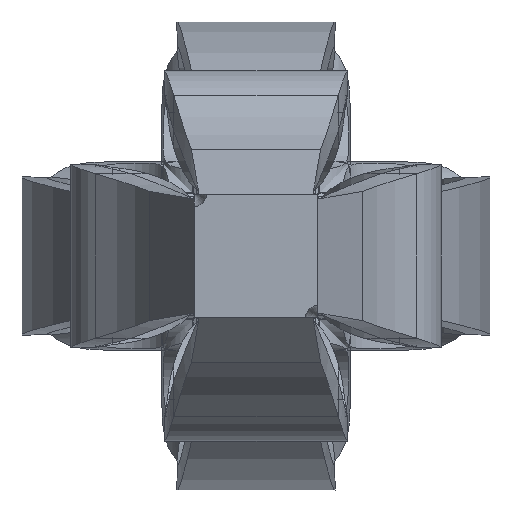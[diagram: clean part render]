
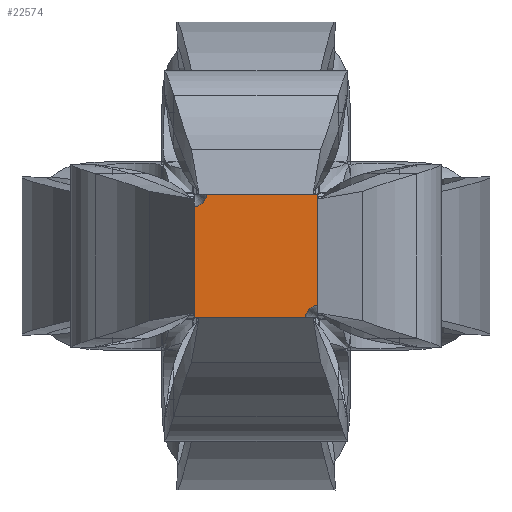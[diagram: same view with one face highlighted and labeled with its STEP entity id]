
A CAD part, front view. The second image highlights one B-rep face of the part: STEP entity #22574.
In plain terms, the highlighted planar face has unit normal (0, -1, 0).
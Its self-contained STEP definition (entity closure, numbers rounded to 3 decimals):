
#53 = DIRECTION ( 'NONE',  ( 0., -1., 0. ) ) ;
#442 = DIRECTION ( 'NONE',  ( -1., 0., 0. ) ) ;
#884 = VERTEX_POINT ( 'NONE', #18376 ) ;
#2263 = LINE ( 'NONE', #7041, #11646 ) ;
#2498 = CARTESIAN_POINT ( 'NONE',  ( -12.5, -600., -12.5 ) ) ;
#3194 = DIRECTION ( 'NONE',  ( 0., 0., 1. ) ) ;
#3371 = EDGE_CURVE ( 'NONE', #884, #12225, #2263, .T. ) ;
#3684 = CARTESIAN_POINT ( 'NONE',  ( -12.5, -600., -12.5 ) ) ;
#4518 = ORIENTED_EDGE ( 'NONE', *, *, #6796, .F. ) ;
#4902 = CARTESIAN_POINT ( 'NONE',  ( -12.5, -600., 12.5 ) ) ;
#5027 = VECTOR ( 'NONE', #12450, 1000. ) ;
#5482 = DIRECTION ( 'NONE',  ( 1., 0., 0. ) ) ;
#5924 = LINE ( 'NONE', #3684, #11140 ) ;
#6796 = EDGE_CURVE ( 'NONE', #12225, #8522, #15952, .T. ) ;
#6863 = CARTESIAN_POINT ( 'NONE',  ( 10., -600., -12.5 ) ) ;
#7041 = CARTESIAN_POINT ( 'NONE',  ( 12.5, -600., 12.5 ) ) ;
#7622 = ORIENTED_EDGE ( 'NONE', *, *, #11263, .F. ) ;
#8077 = CARTESIAN_POINT ( 'NONE',  ( 12.5, -600., -12.5 ) ) ;
#8229 = EDGE_CURVE ( 'NONE', #17341, #16330, #5924, .T. ) ;
#8522 = VERTEX_POINT ( 'NONE', #19502 ) ;
#8640 = FACE_OUTER_BOUND ( 'NONE', #18731, .T. ) ;
#8663 = ORIENTED_EDGE ( 'NONE', *, *, #3371, .F. ) ;
#8956 = ORIENTED_EDGE ( 'NONE', *, *, #19059, .F. ) ;
#9037 = EDGE_CURVE ( 'NONE', #8522, #17341, #9377, .T. ) ;
#9106 = DIRECTION ( 'NONE',  ( 0., 0., 1. ) ) ;
#9377 = CIRCLE ( 'NONE', #9663, 2.5 ) ;
#9663 = AXIS2_PLACEMENT_3D ( 'NONE', #14195, #53, #22787 ) ;
#10050 = CARTESIAN_POINT ( 'NONE',  ( 12.5, -600., 12.5 ) ) ;
#10713 = VERTEX_POINT ( 'NONE', #22419 ) ;
#10876 = CARTESIAN_POINT ( 'NONE',  ( 0., -600., 0. ) ) ;
#11140 = VECTOR ( 'NONE', #442, 1000. ) ;
#11263 = EDGE_CURVE ( 'NONE', #10713, #884, #15389, .T. ) ;
#11646 = VECTOR ( 'NONE', #5482, 1000. ) ;
#11705 = ORIENTED_EDGE ( 'NONE', *, *, #9037, .F. ) ;
#12225 = VERTEX_POINT ( 'NONE', #10050 ) ;
#12450 = DIRECTION ( 'NONE',  ( 0., 0., 1. ) ) ;
#13225 = LINE ( 'NONE', #14427, #5027 ) ;
#13326 = AXIS2_PLACEMENT_3D ( 'NONE', #10876, #16174, #9106 ) ;
#14195 = CARTESIAN_POINT ( 'NONE',  ( 12.5, -600., -12.5 ) ) ;
#14334 = PLANE ( 'NONE',  #13326 ) ;
#14427 = CARTESIAN_POINT ( 'NONE',  ( -12.5, -600., 12.5 ) ) ;
#14695 = AXIS2_PLACEMENT_3D ( 'NONE', #4902, #20658, #3194 ) ;
#15389 = CIRCLE ( 'NONE', #14695, 2.5 ) ;
#15952 = LINE ( 'NONE', #8077, #16758 ) ;
#16174 = DIRECTION ( 'NONE',  ( 0., 1., 0. ) ) ;
#16330 = VERTEX_POINT ( 'NONE', #2498 ) ;
#16758 = VECTOR ( 'NONE', #20453, 1000. ) ;
#17341 = VERTEX_POINT ( 'NONE', #6863 ) ;
#17850 = ORIENTED_EDGE ( 'NONE', *, *, #8229, .F. ) ;
#18376 = CARTESIAN_POINT ( 'NONE',  ( -10., -600., 12.5 ) ) ;
#18731 = EDGE_LOOP ( 'NONE', ( #11705, #4518, #8663, #7622, #8956, #17850 ) ) ;
#19059 = EDGE_CURVE ( 'NONE', #16330, #10713, #13225, .T. ) ;
#19502 = CARTESIAN_POINT ( 'NONE',  ( 12.5, -600., -10. ) ) ;
#20453 = DIRECTION ( 'NONE',  ( 0., 0., -1. ) ) ;
#20658 = DIRECTION ( 'NONE',  ( 0., -1., 0. ) ) ;
#22419 = CARTESIAN_POINT ( 'NONE',  ( -12.5, -600., 10. ) ) ;
#22574 = ADVANCED_FACE ( 'NONE', ( #8640 ), #14334, .F. ) ;
#22787 = DIRECTION ( 'NONE',  ( 0., 0., 1. ) ) ;
